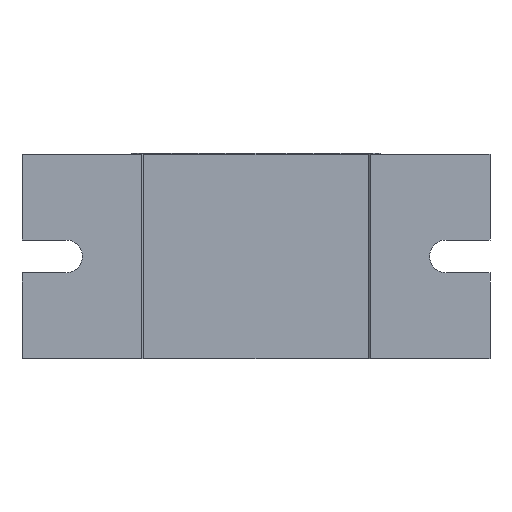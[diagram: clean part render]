
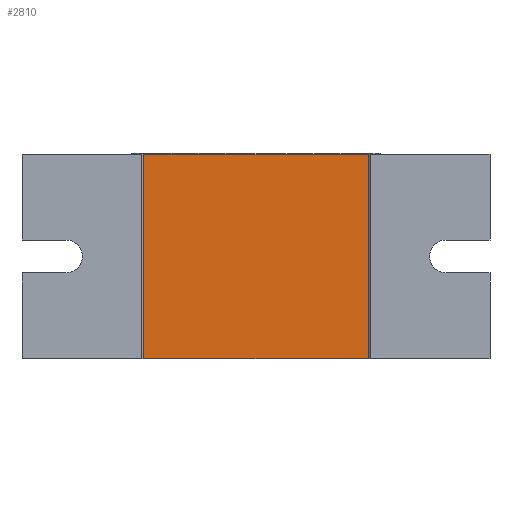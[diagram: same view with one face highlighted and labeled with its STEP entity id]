
A CAD part, front view. The second image highlights one B-rep face of the part: STEP entity #2810.
In plain terms, the highlighted planar face has unit normal (0, -1, 0).
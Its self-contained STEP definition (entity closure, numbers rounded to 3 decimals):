
#540 = VERTEX_POINT ( 'NONE', #7550 ) ;
#730 = CARTESIAN_POINT ( 'NONE',  ( -31.25, -39.5, -28. ) ) ;
#952 = FACE_OUTER_BOUND ( 'NONE', #17607, .T. ) ;
#1972 = CARTESIAN_POINT ( 'NONE',  ( 30.75, -39.5, 28. ) ) ;
#2061 = VECTOR ( 'NONE', #14033, 1000. ) ;
#2810 = ADVANCED_FACE ( 'NONE', ( #952 ), #10976, .F. ) ;
#4273 = DIRECTION ( 'NONE',  ( 0., 0., 1. ) ) ;
#4348 = DIRECTION ( 'NONE',  ( -1., 0., 0. ) ) ;
#4656 = VECTOR ( 'NONE', #16804, 1000. ) ;
#5269 = ORIENTED_EDGE ( 'NONE', *, *, #14142, .T. ) ;
#5645 = EDGE_CURVE ( 'NONE', #6514, #21281, #17152, .T. ) ;
#6457 = LINE ( 'NONE', #21685, #18310 ) ;
#6514 = VERTEX_POINT ( 'NONE', #14396 ) ;
#7085 = ORIENTED_EDGE ( 'NONE', *, *, #10975, .T. ) ;
#7550 = CARTESIAN_POINT ( 'NONE',  ( -30.75, -39.5, 28. ) ) ;
#7671 = VECTOR ( 'NONE', #4348, 1000. ) ;
#7971 = CARTESIAN_POINT ( 'NONE',  ( -30.75, -39.5, -28. ) ) ;
#8180 = LINE ( 'NONE', #7971, #4656 ) ;
#9881 = AXIS2_PLACEMENT_3D ( 'NONE', #730, #12922, #11444 ) ;
#10445 = CARTESIAN_POINT ( 'NONE',  ( -30.75, -39.5, -28. ) ) ;
#10975 = EDGE_CURVE ( 'NONE', #6514, #16216, #6457, .T. ) ;
#10976 = PLANE ( 'NONE',  #9881 ) ;
#11444 = DIRECTION ( 'NONE',  ( -1., 0., 0. ) ) ;
#12922 = DIRECTION ( 'NONE',  ( 0., 1., 0. ) ) ;
#13703 = EDGE_CURVE ( 'NONE', #16216, #540, #21430, .T. ) ;
#14033 = DIRECTION ( 'NONE',  ( -1., 0., 0. ) ) ;
#14142 = EDGE_CURVE ( 'NONE', #540, #21281, #8180, .T. ) ;
#14396 = CARTESIAN_POINT ( 'NONE',  ( 30.75, -39.5, -28. ) ) ;
#15715 = CARTESIAN_POINT ( 'NONE',  ( -31.25, -39.5, -28. ) ) ;
#16216 = VERTEX_POINT ( 'NONE', #1972 ) ;
#16804 = DIRECTION ( 'NONE',  ( 0., 0., -1. ) ) ;
#16893 = ORIENTED_EDGE ( 'NONE', *, *, #5645, .F. ) ;
#17152 = LINE ( 'NONE', #15715, #2061 ) ;
#17607 = EDGE_LOOP ( 'NONE', ( #16893, #7085, #18280, #5269 ) ) ;
#18280 = ORIENTED_EDGE ( 'NONE', *, *, #13703, .T. ) ;
#18310 = VECTOR ( 'NONE', #4273, 1000. ) ;
#21281 = VERTEX_POINT ( 'NONE', #10445 ) ;
#21430 = LINE ( 'NONE', #21835, #7671 ) ;
#21685 = CARTESIAN_POINT ( 'NONE',  ( 30.75, -39.5, 28. ) ) ;
#21835 = CARTESIAN_POINT ( 'NONE',  ( -31.25, -39.5, 28. ) ) ;
